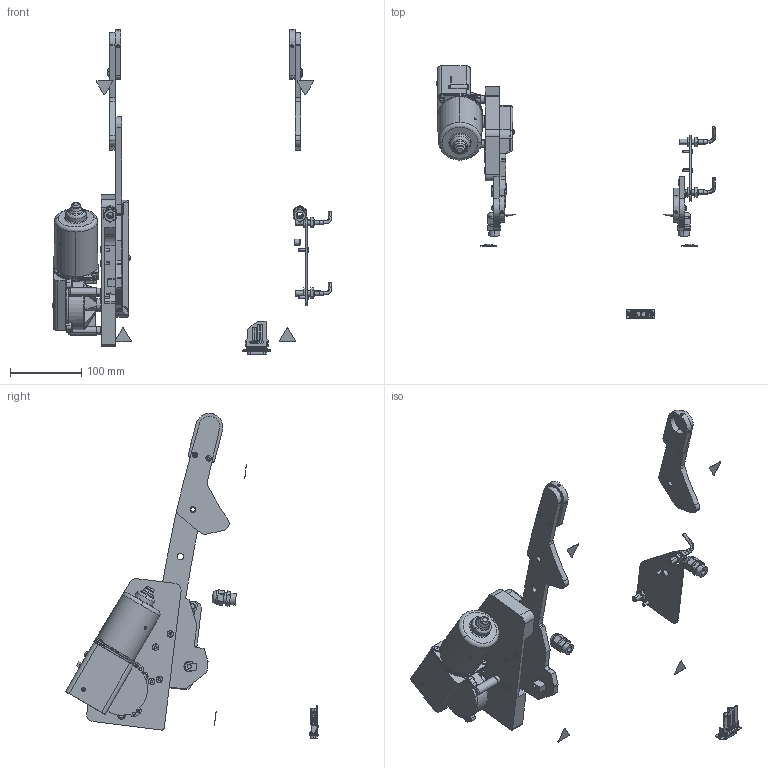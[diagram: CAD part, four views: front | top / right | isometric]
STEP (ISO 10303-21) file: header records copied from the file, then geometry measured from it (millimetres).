
FILE_DESCRIPTION (( 'STEP AP214' ), '1' );
FILE_NAME ('INGUN_114503.STEP', '2023-05-05T09:57:11', ( '' ), ( '' ), 'SwSTEP 2.0', 'SolidWorks 2021', '' );
FILE_SCHEMA (( 'AUTOMOTIVE_DESIGN' ));
Length unit declared in the file: millimetre
Products named in the file (33): INGUN_114503; 43643~0; 114504~0_KUNDE<S>; DIN914~n_M04,0x05; 112697~5_S; 113998~0; 112153~1_S; 113380~2_S; DIN912~n_M06,0x025; 114067~0_S; DIN7991~n_M04,0x012; 35334~0_S; ISO7380~n_M04,0x008; 113890~4_S; 113791~1_S; 29795~0; 113379~2_S; 3283~0; 113415~2_fertig mit Kerbverzahnung<S>; 113884~0_S; 114016~0_KUNDE<S>; 112735~0_S; 112148~7_S; 114285~0_M03,0x025; 112310~2_S; 113365~0; 114461~1_KUNDE<S>; 113540~0_KUNDE<S>; 114005~1_S; ISO7380~n_M04,0x012; 114017~0_KUNDE<S>; ISO7380~n_M04,0x016
Assembly tree (53 placements, depth 4):
  INGUN_114503
    114005~1_S
      112697~5_S
      112153~1_S
      113890~4_S
      114067~0_S
        113415~2_fertig mit Kerbverzahnung<S>
      112735~0_S
      29795~0
      3283~0
      DIN912~n_M06,0x025  x3
      ISO7380~n_M04,0x008
      114285~0_M03,0x025
      DIN7991~n_M04,0x012  x4
    114504~0_KUNDE<S>
      114461~1_KUNDE<S>
      112148~7_S
      ISO7380~n_M04,0x012
    114016~0_KUNDE<S>
      113540~0_KUNDE<S>
      113379~2_S
      DIN914~n_M04,0x05  x3
      ISO7380~n_M04,0x016  x2
    114017~0_KUNDE<S>
      113540~0_KUNDE<S>
      113379~2_S
      DIN914~n_M04,0x05  x3
      ISO7380~n_M04,0x016  x2
    112310~2_S
    113791~1_S
    113884~0_S
    113380~2_S
    113365~0  x2
    ISO7380~n_M04,0x012  x2
    113998~0
    43643~0
    43643~0
    35334~0_S  x4
Bounding box: 391.07 x 354.04 x 455.53 mm (x, y, z)
Volume: 714305.2 mm3; surface area: 320731.2 mm2
Topology: 46 solids, 72 shells, 4003 faces, 10531 edges, 6886 vertices
Faces by surface type: cylinder 1836, plane 1667, bspline 224, cone 203, torus 73
Entity records: 160475 total; most frequent: CARTESIAN_POINT 41700, DIRECTION 19050, ORIENTED_EDGE 18770, EDGE_CURVE 9418, AXIS2_PLACEMENT_3D 6901, VERTEX_POINT 6200, VECTOR 5248, LINE 5248
